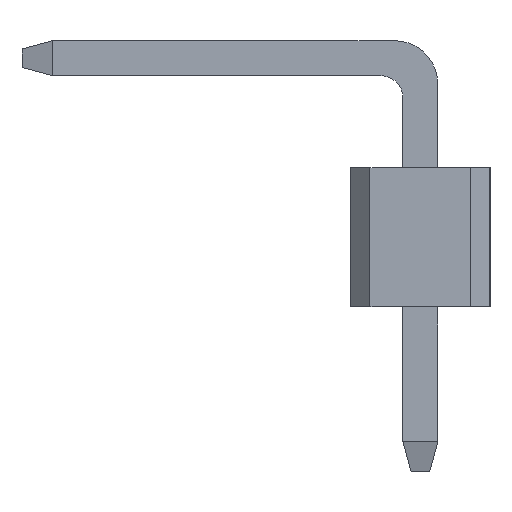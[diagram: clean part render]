
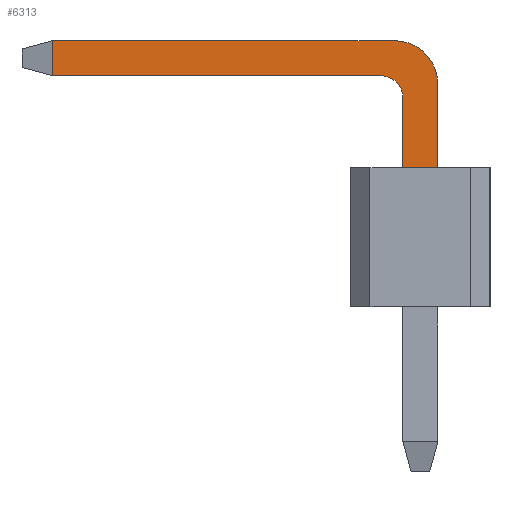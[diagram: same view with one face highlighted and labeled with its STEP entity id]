
A CAD part, left-side view. The second image highlights one B-rep face of the part: STEP entity #6313.
In plain terms, the highlighted planar face has unit normal (-1, 0, 0).
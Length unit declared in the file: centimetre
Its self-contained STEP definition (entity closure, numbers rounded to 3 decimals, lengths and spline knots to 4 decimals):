
#446=CIRCLE('',#6686,0.04);
#447=CIRCLE('',#6687,0.08);
#500=VERTEX_POINT('',#8330);
#501=VERTEX_POINT('',#8332);
#506=VERTEX_POINT('',#8351);
#508=VERTEX_POINT('',#8357);
#509=VERTEX_POINT('',#8359);
#510=VERTEX_POINT('',#8361);
#511=VERTEX_POINT('',#8363);
#512=VERTEX_POINT('',#8365);
#1084=VECTOR('',#7055,1.);
#1094=VECTOR('',#7069,1.);
#1097=VECTOR('',#7073,1.);
#1098=VECTOR('',#7076,1.);
#1099=VECTOR('',#7077,1.);
#1100=VECTOR('',#7078,1.);
#1907=LINE('',#8331,#1084);
#1917=LINE('',#8350,#1094);
#1920=LINE('',#8356,#1097);
#1921=LINE('',#8360,#1098);
#1922=LINE('',#8362,#1099);
#1923=LINE('',#8364,#1100);
#2730=EDGE_CURVE('',#500,#501,#1907,.T.);
#2740=EDGE_CURVE('',#501,#506,#1917,.T.);
#2743=EDGE_CURVE('',#508,#500,#1920,.T.);
#2744=EDGE_CURVE('',#508,#509,#446,.T.);
#2745=EDGE_CURVE('',#510,#509,#1921,.T.);
#2746=EDGE_CURVE('',#511,#510,#1922,.T.);
#2747=EDGE_CURVE('',#512,#511,#1923,.T.);
#2748=EDGE_CURVE('',#506,#512,#447,.T.);
#3676=ORIENTED_EDGE('',*,*,#2730,.F.);
#3677=ORIENTED_EDGE('',*,*,#2743,.F.);
#3678=ORIENTED_EDGE('',*,*,#2744,.T.);
#3679=ORIENTED_EDGE('',*,*,#2745,.F.);
#3680=ORIENTED_EDGE('',*,*,#2746,.F.);
#3681=ORIENTED_EDGE('',*,*,#2747,.F.);
#3682=ORIENTED_EDGE('',*,*,#2748,.F.);
#3683=ORIENTED_EDGE('',*,*,#2740,.F.);
#5517=EDGE_LOOP('',(#3676,#3677,#3678,#3679,#3680,#3681,#3682,#3683));
#5915=FACE_BOUND('',#5517,.T.);
#6313=ADVANCED_FACE('',(#5915),#10109,.F.);
#6685=AXIS2_PLACEMENT_3D('',#8355,#7072,$);
#6686=AXIS2_PLACEMENT_3D('',#8358,#7074,#7075);
#6687=AXIS2_PLACEMENT_3D('',#8366,#7079,#7080);
#7055=DIRECTION('',(0.,0.,1.));
#7069=DIRECTION('',(0.,-1.,0.));
#7072=DIRECTION('',(1.,0.,0.));
#7073=DIRECTION('',(0.,1.,0.));
#7074=DIRECTION('',(1.,0.,0.));
#7075=DIRECTION('',(0.,0.,-0.04));
#7076=DIRECTION('',(0.,0.,1.));
#7077=DIRECTION('',(0.,1.,0.));
#7078=DIRECTION('',(0.,0.,-1.));
#7079=DIRECTION('',(1.,0.,0.));
#7080=DIRECTION('',(0.,0.,-0.08));
#8330=CARTESIAN_POINT('',(-3.08,0.672,0.422));
#8331=CARTESIAN_POINT('',(-3.08,0.672,0.3528));
#8332=CARTESIAN_POINT('',(-3.08,0.672,0.486));
#8350=CARTESIAN_POINT('',(-3.08,0.727,0.486));
#8351=CARTESIAN_POINT('',(-3.08,0.048,0.486));
#8355=CARTESIAN_POINT('',(-3.08,0.1887,0.2516));
#8356=CARTESIAN_POINT('',(-3.08,0.072,0.422));
#8357=CARTESIAN_POINT('',(-3.08,0.072,0.422));
#8358=CARTESIAN_POINT('',(-3.08,0.072,0.382));
#8359=CARTESIAN_POINT('',(-3.08,0.032,0.382));
#8360=CARTESIAN_POINT('',(-3.08,0.032,-0.3));
#8361=CARTESIAN_POINT('',(-3.08,0.032,0.254));
#8362=CARTESIAN_POINT('',(-3.08,0.0943,0.254));
#8363=CARTESIAN_POINT('',(-3.08,-0.032,0.254));
#8364=CARTESIAN_POINT('',(-3.08,-0.032,0.406));
#8365=CARTESIAN_POINT('',(-3.08,-0.032,0.406));
#8366=CARTESIAN_POINT('',(-3.08,0.048,0.406));
#10109=PLANE('',#6685);
